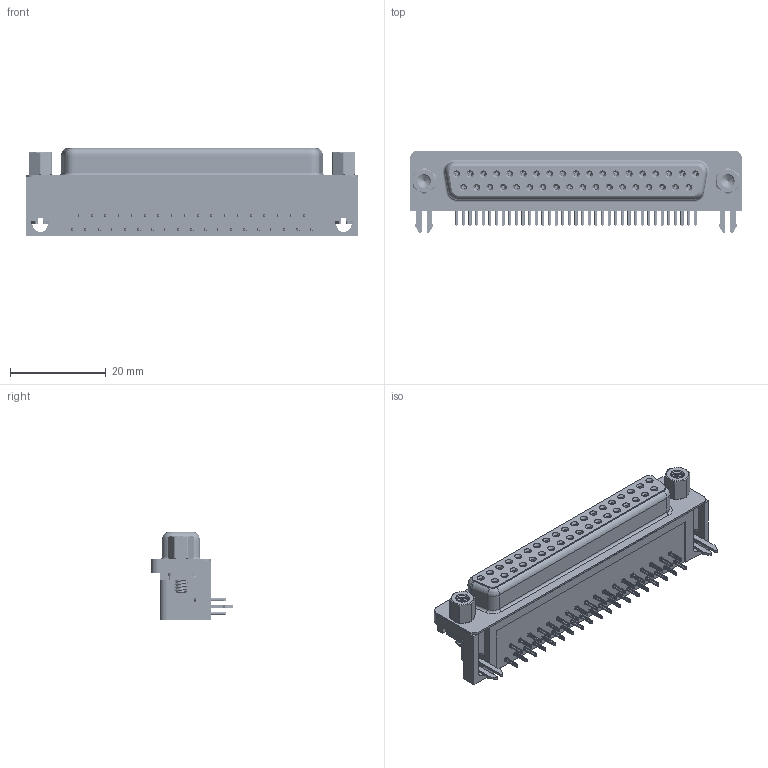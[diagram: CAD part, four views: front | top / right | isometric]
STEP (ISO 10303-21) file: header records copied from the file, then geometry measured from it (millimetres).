
FILE_DESCRIPTION (( 'STEP AP203' ), '1' );
FILE_NAME ('MHDR-37FNS-B1.STEP', '2025-12-10T20:59:20', ( '' ), ( '' ), 'SwSTEP 2.0', 'SolidWorks 2023', '' );
FILE_SCHEMA (( 'CONFIG_CONTROL_DESIGN' ));
Length unit declared in the file: millimetre
Products named in the file (8): MHDR Contact Top; MHDR 4-40 Threaded Rivet; MHDR 4-40 Hex Standoff 5; MHDR Shell_37 Socket; MHDR 2 Prong Board Lock; MHDR Socket Bottom; MHDR-37FNS-B1; MHDR Housing_37 Socket
Assembly tree (45 placements, depth 2):
  MHDR-37FNS-B1
    MHDR Housing_37 Socket
    MHDR Shell_37 Socket
    MHDR Socket Bottom  x18
    MHDR Contact Top  x19
    MHDR 2 Prong Board Lock  x2
    MHDR 4-40 Threaded Rivet  x2
    MHDR 4-40 Hex Standoff 5  x2
Bounding box: 69.4 x 17.19 x 18.6 mm (x, y, z)
Volume: 10912.4 mm3; surface area: 13272.6 mm2
Topology: 45 solids, 45 shells, 5738 faces, 15094 edges, 9472 vertices
Faces by surface type: plane 2558, cylinder 1390, bspline 1278, cone 474, torus 38
Entity records: 42430 total; most frequent: CARTESIAN_POINT 14517, ORIENTED_EDGE 5526, DIRECTION 5096, EDGE_CURVE 2763, LINE 1810, VECTOR 1810, VERTEX_POINT 1772, AXIS2_PLACEMENT_3D 1643
